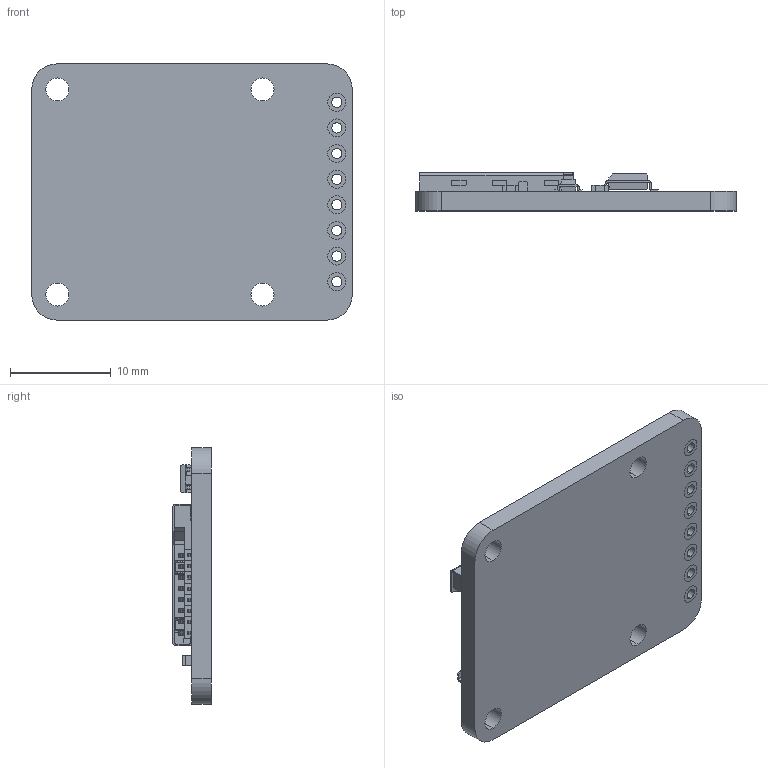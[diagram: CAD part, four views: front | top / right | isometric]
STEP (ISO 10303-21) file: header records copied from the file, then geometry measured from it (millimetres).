
FILE_DESCRIPTION (( 'STEP AP214' ), '1' );
FILE_NAME ('MicroSD card breakout board+.STEP', '2022-11-01T22:26:56', ( '' ), ( '' ), 'SwSTEP 2.0', 'SolidWorks 2017', '' );
FILE_SCHEMA (( 'AUTOMOTIVE_DESIGN' ));
Length unit declared in the file: inch
Products named in the file (1): MicroSD card breakout board+
Bounding box: 31.75 x 3.81 x 25.4 mm (x, y, z)
Volume: 1734.6 mm3; surface area: 3193.2 mm2
Topology: 68 solids, 68 shells, 1193 faces, 3084 edges, 2028 vertices
Faces by surface type: plane 862, cylinder 329, bspline 2
Entity records: 40967 total; most frequent: CARTESIAN_POINT 10254, ORIENTED_EDGE 6168, DIRECTION 6096, EDGE_CURVE 3084, VECTOR 2388, LINE 2388, VERTEX_POINT 2028, AXIS2_PLACEMENT_3D 1854
